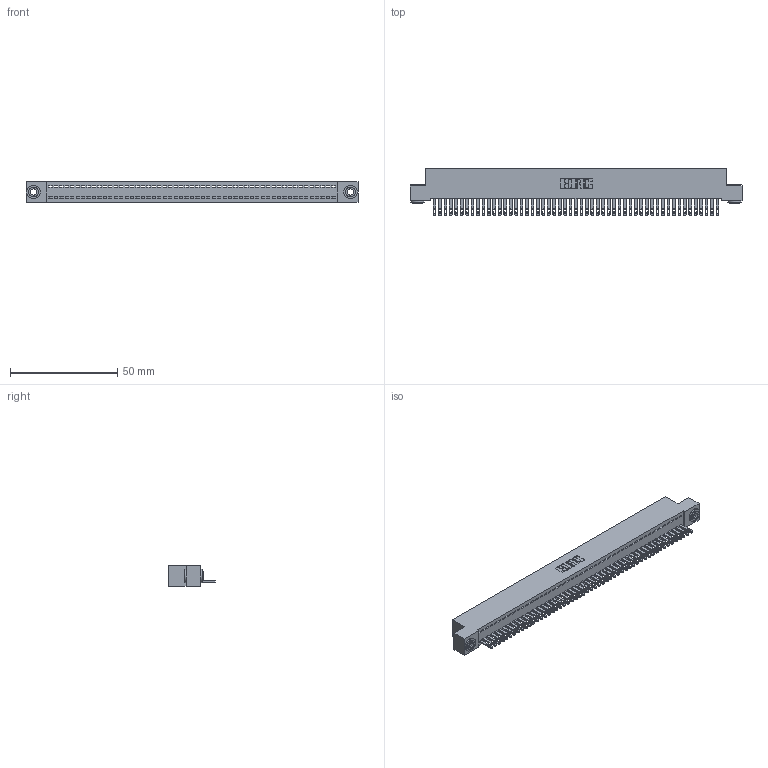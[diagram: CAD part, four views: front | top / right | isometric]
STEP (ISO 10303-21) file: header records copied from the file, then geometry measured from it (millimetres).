
FILE_DESCRIPTION (( 'STEP AP203' ), '1' );
FILE_NAME ('342-053-500-103.STEP', '2019-10-03T01:59:07', ( '' ), ( '' ), 'SwSTEP 2.0', 'SolidWorks 2016', '' );
FILE_SCHEMA (( 'CONFIG_CONTROL_DESIGN' ));
Length unit declared in the file: inch
Products named in the file (4): 342-250-002_345-250-002-102; 342-053-500-103; 342 Part_.156 TH; 345-292-001_345-293-100
Assembly tree (56 placements, depth 2):
  342-053-500-103
    342 Part_.156 TH
    345-292-001_345-293-100  x53
    342-250-002_345-250-002-102  x2
Bounding box: 154.94 x 21.85 x 9.4 mm (x, y, z)
Volume: 13681.3 mm3; surface area: 20626.2 mm2
Topology: 56 solids, 56 shells, 3010 faces, 9279 edges, 6182 vertices
Faces by surface type: plane 1984, cylinder 1018, cone 8
Entity records: 31426 total; most frequent: CARTESIAN_POINT 5396, ORIENTED_EDGE 5378, DIRECTION 4565, EDGE_CURVE 2689, VECTOR 2533, LINE 2533, VERTEX_POINT 1790, AXIS2_PLACEMENT_3D 1016
